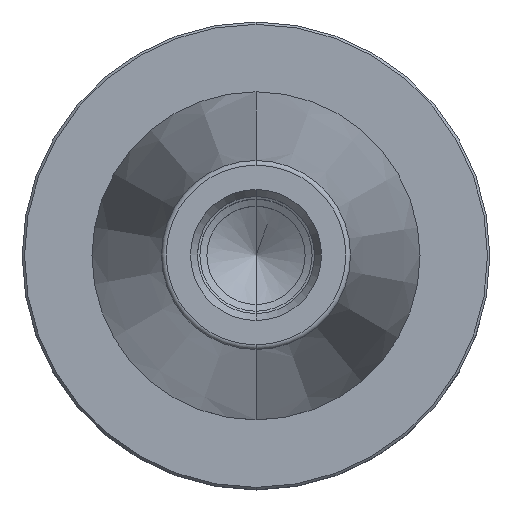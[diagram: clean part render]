
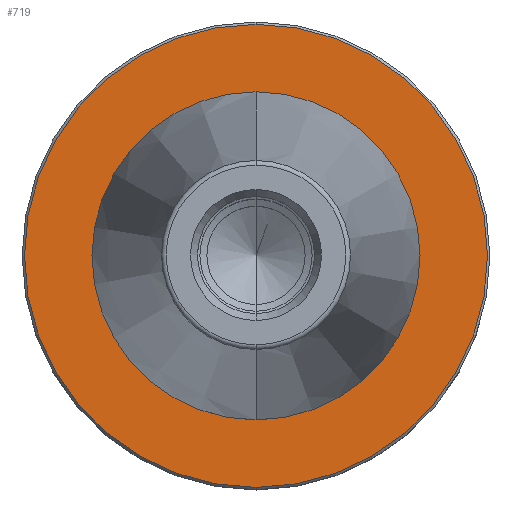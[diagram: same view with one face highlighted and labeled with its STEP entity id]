
A CAD part, top view. The second image highlights one B-rep face of the part: STEP entity #719.
In plain terms, the highlighted planar face has unit normal (0, 0, 1).
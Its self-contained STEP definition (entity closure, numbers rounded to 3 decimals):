
#293=VERTEX_POINT('',#832);
#327=VERTEX_POINT('',#871);
#481=VERTEX_POINT('',#1041);
#541=EDGE_CURVE('',#327,#481,#1110,.T.);
#575=EDGE_CURVE('',#765,#293,#1148,.T.);
#605=EDGE_CURVE('',#293,#765,#1183,.T.);
#719=ADVANCED_FACE('',(#1312,#1313),#1314,.T.);
#727=EDGE_CURVE('',#481,#327,#1324,.T.);
#765=VERTEX_POINT('',#1368);
#832=CARTESIAN_POINT('',(0.0,49.5,-3.0));
#871=CARTESIAN_POINT('',(0.0,35.071,-3.0));
#1041=CARTESIAN_POINT('',(0.,-35.071,-3.0));
#1110=CIRCLE('',#1795,35.071);
#1148=CIRCLE('',#1846,49.5);
#1183=CIRCLE('',#1891,49.5);
#1312=FACE_OUTER_BOUND('',#2054,.T.);
#1313=FACE_BOUND('',#2055,.T.);
#1314=PLANE('',#2056);
#1324=CIRCLE('',#2069,35.071);
#1368=CARTESIAN_POINT('',(0.,-49.5,-3.0));
#1795=AXIS2_PLACEMENT_3D('',#2550,#2551,#2552);
#1846=AXIS2_PLACEMENT_3D('',#2601,#2602,#2603);
#1891=AXIS2_PLACEMENT_3D('',#2648,#2649,#2650);
#2054=EDGE_LOOP('',(#2832,#2833));
#2055=EDGE_LOOP('',(#2834,#2835));
#2056=AXIS2_PLACEMENT_3D('',#2836,#2837,#2838);
#2069=AXIS2_PLACEMENT_3D('',#2856,#2857,#2858);
#2550=CARTESIAN_POINT('',(0.0,0.0,-3.0));
#2551=DIRECTION('',(0.0,0.0,-1.0));
#2552=DIRECTION('',(0.0,1.0,0.0));
#2601=CARTESIAN_POINT('',(0.0,0.0,-3.0));
#2602=DIRECTION('',(0.0,0.0,-1.0));
#2603=DIRECTION('',(0.0,1.0,0.0));
#2648=CARTESIAN_POINT('',(0.0,0.0,-3.0));
#2649=DIRECTION('',(0.0,0.0,-1.0));
#2650=DIRECTION('',(0.0,1.0,0.0));
#2832=ORIENTED_EDGE('',*,*,#605,.F.);
#2833=ORIENTED_EDGE('',*,*,#575,.F.);
#2834=ORIENTED_EDGE('',*,*,#541,.T.);
#2835=ORIENTED_EDGE('',*,*,#727,.T.);
#2836=CARTESIAN_POINT('',(0.0,42.285,-3.0));
#2837=DIRECTION('',(-0.0,0.0,1.0));
#2838=DIRECTION('',(0.0,-1.0,0.0));
#2856=CARTESIAN_POINT('',(0.0,0.0,-3.0));
#2857=DIRECTION('',(0.0,0.0,-1.0));
#2858=DIRECTION('',(0.0,1.0,0.0));
